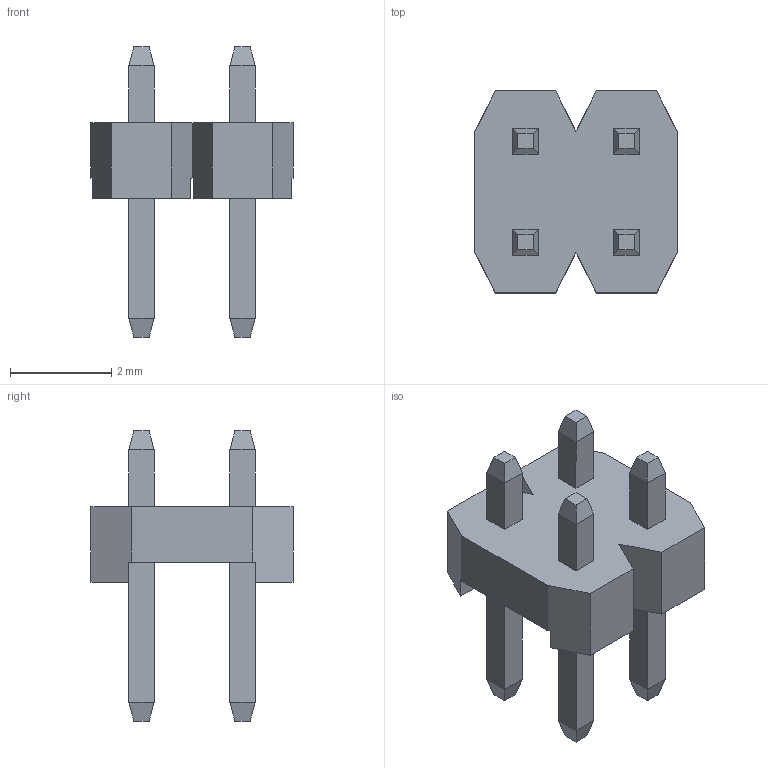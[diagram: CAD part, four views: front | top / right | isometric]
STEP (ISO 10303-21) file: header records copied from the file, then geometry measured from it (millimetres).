
FILE_DESCRIPTION (( 'STEP AP214' ), '1' );
FILE_NAME ('FPH20047-D04S1014010620B-REF.STEP', '2025-12-01T01:24:53', ( '' ), ( '' ), 'SwSTEP 2.0', 'SolidWorks 2021', '' );
FILE_SCHEMA (( 'AUTOMOTIVE_DESIGN' ));
Length unit declared in the file: millimetre
Products named in the file (1): FPH20047-D04S1014010620B-REF
Bounding box: 4 x 4 x 5.75 mm (x, y, z)
Volume: 22.5 mm3; surface area: 88.9 mm2
Topology: 1 solids, 1 shells, 100 faces, 242 edges, 148 vertices
Faces by surface type: plane 100
Entity records: 2840 total; most frequent: CARTESIAN_POINT 491, ORIENTED_EDGE 484, DIRECTION 444, LINE 242, EDGE_CURVE 242, VECTOR 242, VERTEX_POINT 148, EDGE_LOOP 104
